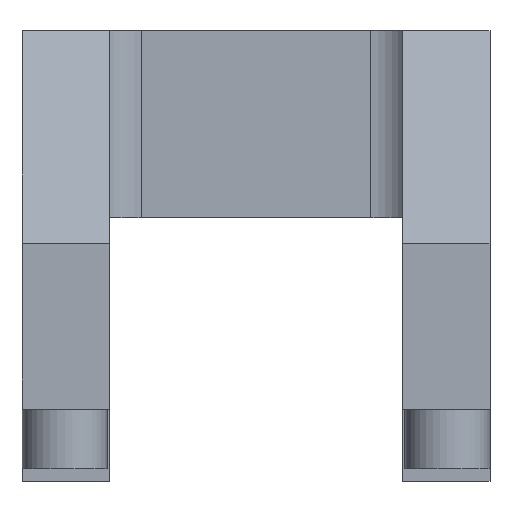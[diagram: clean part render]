
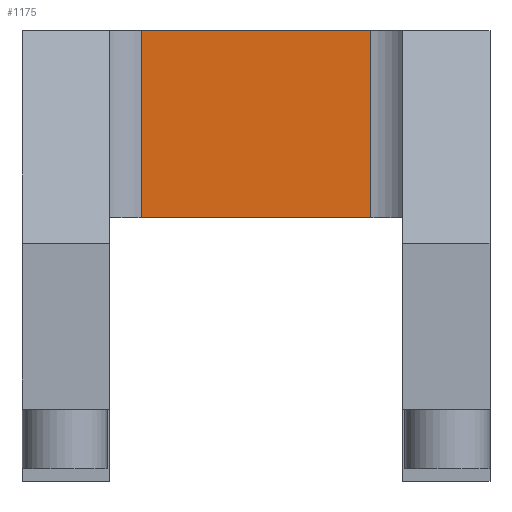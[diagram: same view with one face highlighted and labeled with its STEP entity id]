
A CAD part, front view. The second image highlights one B-rep face of the part: STEP entity #1175.
In plain terms, the highlighted planar face has unit normal (0, -1, 0).
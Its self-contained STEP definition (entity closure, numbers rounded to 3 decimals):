
#43=PLANE('',#1257);
#92=FACE_OUTER_BOUND('',#155,.T.);
#155=EDGE_LOOP('',(#854,#855,#856,#857));
#247=LINE('',#1723,#379);
#249=LINE('',#1739,#381);
#251=LINE('',#1743,#383);
#252=LINE('',#1744,#384);
#379=VECTOR('',#1380,27.);
#381=VECTOR('',#1396,22.);
#383=VECTOR('',#1400,27.);
#384=VECTOR('',#1401,22.);
#553=VERTEX_POINT('',#1720);
#554=VERTEX_POINT('',#1722);
#561=VERTEX_POINT('',#1737);
#562=VERTEX_POINT('',#1742);
#672=EDGE_CURVE('',#553,#554,#247,.T.);
#680=EDGE_CURVE('',#561,#553,#249,.T.);
#682=EDGE_CURVE('',#562,#561,#251,.T.);
#683=EDGE_CURVE('',#554,#562,#252,.T.);
#854=ORIENTED_EDGE('',*,*,#680,.F.);
#855=ORIENTED_EDGE('',*,*,#682,.F.);
#856=ORIENTED_EDGE('',*,*,#683,.F.);
#857=ORIENTED_EDGE('',*,*,#672,.F.);
#1175=ADVANCED_FACE('',(#92),#43,.F.);
#1257=AXIS2_PLACEMENT_3D('',#1741,#1398,#1399);
#1380=DIRECTION('',(-1.,0.,0.));
#1396=DIRECTION('',(0.,0.,-1.));
#1398=DIRECTION('center_axis',(0.,1.,0.));
#1399=DIRECTION('ref_axis',(-1.,0.,0.));
#1400=DIRECTION('',(1.,0.,0.));
#1401=DIRECTION('',(0.,0.,1.));
#1720=CARTESIAN_POINT('',(13.5,70.,15.));
#1722=CARTESIAN_POINT('',(-13.5,70.,15.));
#1723=CARTESIAN_POINT('',(9.25,70.,15.));
#1737=CARTESIAN_POINT('',(13.5,70.,37.));
#1739=CARTESIAN_POINT('',(13.5,70.,0.));
#1741=CARTESIAN_POINT('Origin',(18.5,70.,0.));
#1742=CARTESIAN_POINT('',(-13.5,70.,37.));
#1743=CARTESIAN_POINT('',(9.25,70.,37.));
#1744=CARTESIAN_POINT('',(-13.5,70.,0.));
